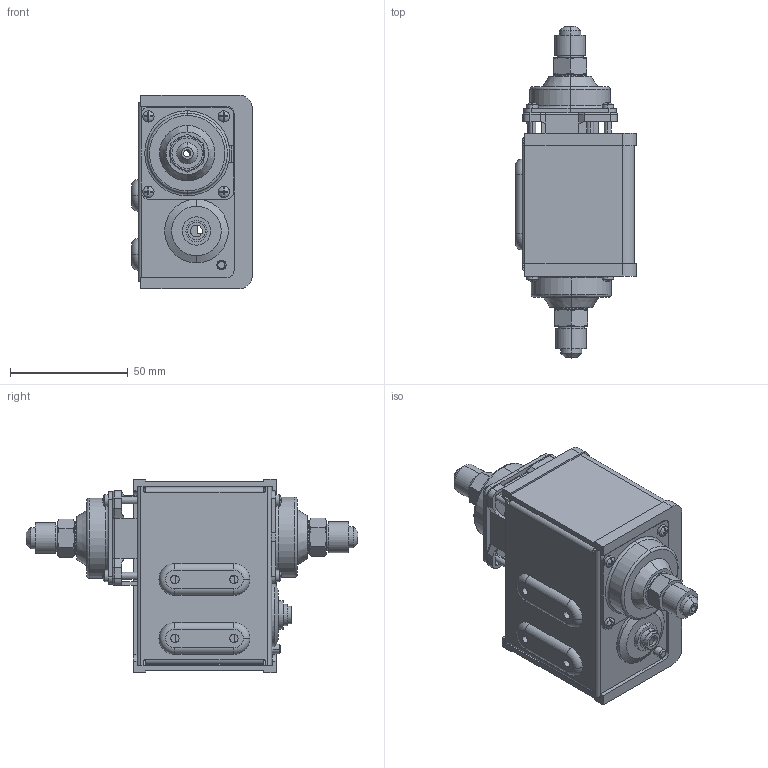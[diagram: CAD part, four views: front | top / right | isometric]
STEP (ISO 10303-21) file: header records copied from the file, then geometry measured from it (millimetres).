
FILE_DESCRIPTION (( 'STEP AP203' ), '1' );
FILE_NAME ('5D4(G1-4小压力）简图.STEP', '2023-05-30T08:09:12', ( '微软用户' ), ( '微软中国' ), 'SwSTEP 2.0', 'SolidWorks 2018', '' );
FILE_SCHEMA (( 'CONFIG_CONTROL_DESIGN' ));
Length unit declared in the file: millimetre
Products named in the file (15): 換覜芛; 覦僅啣蹟隊; 5D耜啣; 5D(G1-4苤揤薯ㄘ; 揤薯硌尨啣; 5D欶裔3; ｹﾌｶｨﾖｧｼﾜｳﾁﾍｷﾂﾝｶ､; 5D4(G1-4小压力）简图; 固定支架安装螺钉; 傻諉芛假蚾蹟隊; 諉華蹟隊; 價釱01; 4.55.41.01 諉盄誘杶; 5D覃揤盓殤; 欶裔蹟隊
Assembly tree (22 placements, depth 2):
  5D4(G1-4小压力）简图
    價釱01
    5D覃揤盓殤
    換覜芛
    5D耜啣
    揤薯硌尨啣
    ｹﾌｶｨﾖｧｼﾜｳﾁﾍｷﾂﾝｶ､
    固定支架安装螺钉  x3
    傻諉芛假蚾蹟隊  x5
    諉華蹟隊
    4.55.41.01 諉盄誘杶
    欶裔蹟隊
    覦僅啣蹟隊  x2
    5D(G1-4苤揤薯ㄘ  x2
    5D欶裔3
Bounding box: 51.21 x 140.7 x 82.1 mm (x, y, z)
Volume: 59572.5 mm3; surface area: 71890.8 mm2
Topology: 24 solids, 24 shells, 1043 faces, 2664 edges, 1722 vertices
Faces by surface type: plane 598, cylinder 303, cone 78, torus 62, bspline 2
Entity records: 26405 total; most frequent: CARTESIAN_POINT 4792, DIRECTION 4138, ORIENTED_EDGE 4088, EDGE_CURVE 2044, AXIS2_PLACEMENT_3D 1384, VECTOR 1370, LINE 1370, VERTEX_POINT 1322
